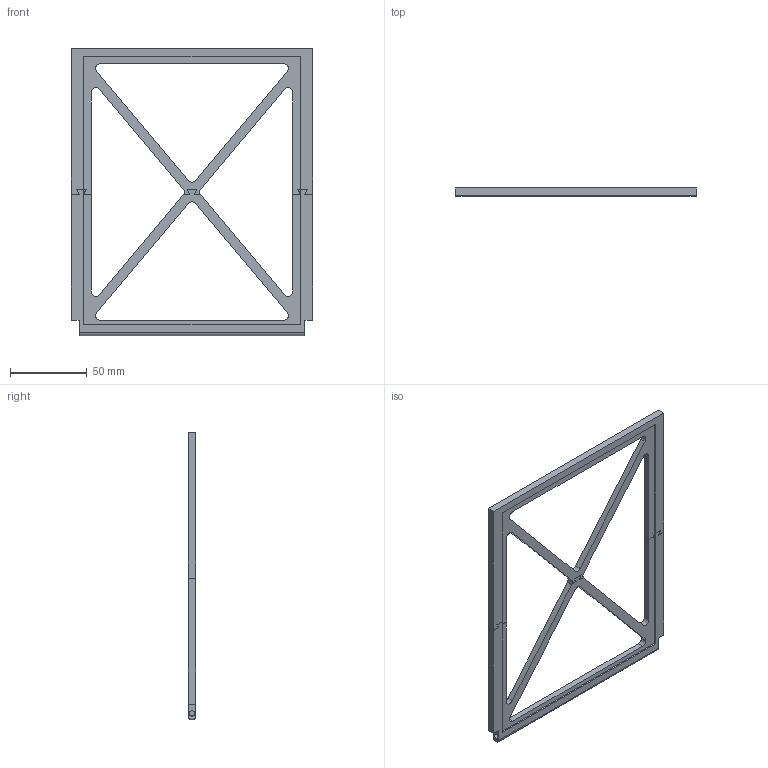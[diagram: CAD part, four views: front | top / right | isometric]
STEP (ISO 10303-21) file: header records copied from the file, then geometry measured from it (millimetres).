
FILE_DESCRIPTION (( 'STEP AP214' ), '1' );
FILE_NAME ('door.STEP', '2022-05-25T17:34:28', ( '' ), ( '' ), 'SwSTEP 2.0', 'SolidWorks 2021', '' );
FILE_SCHEMA (( 'AUTOMOTIVE_DESIGN' ));
Length unit declared in the file: millimetre
Products named in the file (1): door
Bounding box: 157 x 5 x 187 mm (x, y, z)
Volume: 43651 mm3; surface area: 29511.6 mm2
Topology: 2 solids, 2 shells, 93 faces, 257 edges, 170 vertices
Faces by surface type: plane 70, cylinder 23
Entity records: 2996 total; most frequent: CARTESIAN_POINT 521, ORIENTED_EDGE 514, DIRECTION 491, EDGE_CURVE 257, VECTOR 211, LINE 211, VERTEX_POINT 170, AXIS2_PLACEMENT_3D 140
